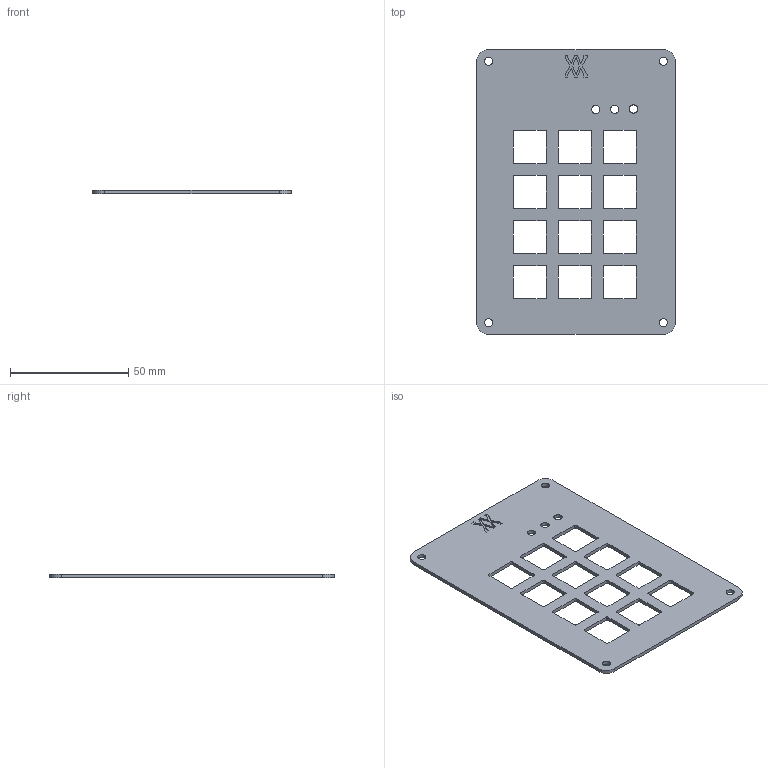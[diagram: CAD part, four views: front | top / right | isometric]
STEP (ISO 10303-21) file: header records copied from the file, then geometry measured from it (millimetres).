
FILE_DESCRIPTION(/* description */ (''),/* implementation_level */ '2;1');
FILE_NAME(/* name */ 'Case Top.step',/* time_stamp */ '2026-01-13T01:42:49+05:30',/* author */ (''),/* organization */ (''),/* preprocessor_version */ 'ST-DEVELOPER v20.1',/* originating_system */ 'Autodesk Translation Framework v14.21.0.0',/* authorisation */ '');
FILE_SCHEMA (('AUTOMOTIVE_DESIGN { 1 0 10303 214 3 1 1 }'));
Length unit declared in the file: millimetre
Products named in the file (1): 2026-01-12-19-00-30-653
Bounding box: 84 x 120.5 x 1.5 mm (x, y, z)
Volume: 11509.6 mm3; surface area: 17116.4 mm2
Topology: 1 solids, 1 shells, 151 faces, 441 edges, 294 vertices
Faces by surface type: plane 92, cylinder 59
Full cylindrical faces by diameter (mm): 3.4 x4, 3.5 x3
Entity records: 5122 total; most frequent: CARTESIAN_POINT 887, ORIENTED_EDGE 882, DIRECTION 863, EDGE_CURVE 441, LINE 323, VECTOR 323, VERTEX_POINT 294, AXIS2_PLACEMENT_3D 270
